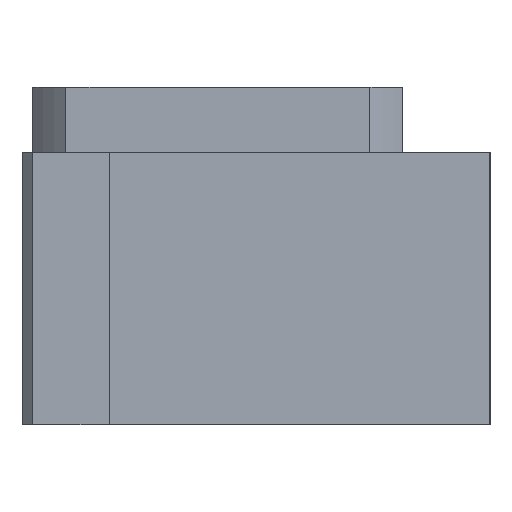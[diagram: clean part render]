
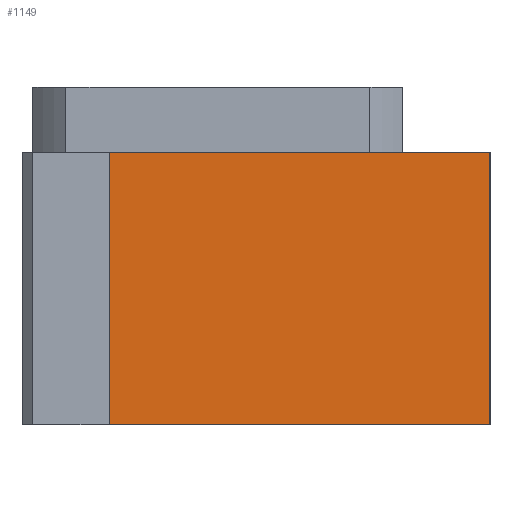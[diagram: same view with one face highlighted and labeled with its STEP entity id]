
A CAD part, left-side view. The second image highlights one B-rep face of the part: STEP entity #1149.
In plain terms, the highlighted planar face has unit normal (-1, 0, 0).
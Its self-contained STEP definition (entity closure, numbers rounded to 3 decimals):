
#267 = CARTESIAN_POINT ( 'NONE',  ( -30., 10., -25. ) ) ;
#362 = ORIENTED_EDGE ( 'NONE', *, *, #3676, .T. ) ;
#449 = EDGE_CURVE ( 'NONE', #1699, #3119, #991, .T. ) ;
#640 = DIRECTION ( 'NONE',  ( -1., 0., 0. ) ) ;
#728 = CARTESIAN_POINT ( 'NONE',  ( -30., 10., 0. ) ) ;
#991 = LINE ( 'NONE', #267, #6835 ) ;
#1149 = ADVANCED_FACE ( 'NONE', ( #5832 ), #2079, .T. ) ;
#1157 = VECTOR ( 'NONE', #2487, 1000. ) ;
#1368 = CARTESIAN_POINT ( 'NONE',  ( -30., 10., -25. ) ) ;
#1450 = LINE ( 'NONE', #728, #4009 ) ;
#1699 = VERTEX_POINT ( 'NONE', #5283 ) ;
#1944 = CARTESIAN_POINT ( 'NONE',  ( -30., -25., -25. ) ) ;
#2079 = PLANE ( 'NONE',  #6203 ) ;
#2487 = DIRECTION ( 'NONE',  ( 0., -1., 0. ) ) ;
#3119 = VERTEX_POINT ( 'NONE', #3865 ) ;
#3120 = ORIENTED_EDGE ( 'NONE', *, *, #449, .F. ) ;
#3201 = CARTESIAN_POINT ( 'NONE',  ( -30., 10., -25. ) ) ;
#3601 = VECTOR ( 'NONE', #5272, 1000. ) ;
#3661 = VERTEX_POINT ( 'NONE', #1944 ) ;
#3676 = EDGE_CURVE ( 'NONE', #1699, #3661, #3916, .T. ) ;
#3865 = CARTESIAN_POINT ( 'NONE',  ( -30., 10., 0. ) ) ;
#3916 = LINE ( 'NONE', #3201, #1157 ) ;
#4009 = VECTOR ( 'NONE', #5901, 1000. ) ;
#4069 = ORIENTED_EDGE ( 'NONE', *, *, #6296, .T. ) ;
#5004 = EDGE_CURVE ( 'NONE', #3119, #5562, #1450, .T. ) ;
#5220 = ORIENTED_EDGE ( 'NONE', *, *, #5004, .F. ) ;
#5272 = DIRECTION ( 'NONE',  ( 0., 0., 1. ) ) ;
#5283 = CARTESIAN_POINT ( 'NONE',  ( -30., 10., -25. ) ) ;
#5562 = VERTEX_POINT ( 'NONE', #6899 ) ;
#5832 = FACE_OUTER_BOUND ( 'NONE', #6074, .T. ) ;
#5901 = DIRECTION ( 'NONE',  ( 0., -1., 0. ) ) ;
#6000 = CARTESIAN_POINT ( 'NONE',  ( -30., -25., -25. ) ) ;
#6074 = EDGE_LOOP ( 'NONE', ( #5220, #3120, #362, #4069 ) ) ;
#6203 = AXIS2_PLACEMENT_3D ( 'NONE', #1368, #640, #6933 ) ;
#6296 = EDGE_CURVE ( 'NONE', #3661, #5562, #6721, .T. ) ;
#6577 = DIRECTION ( 'NONE',  ( 0., 0., 1. ) ) ;
#6721 = LINE ( 'NONE', #6000, #3601 ) ;
#6835 = VECTOR ( 'NONE', #6577, 1000. ) ;
#6899 = CARTESIAN_POINT ( 'NONE',  ( -30., -25., 0. ) ) ;
#6933 = DIRECTION ( 'NONE',  ( 0., 0., 1. ) ) ;
